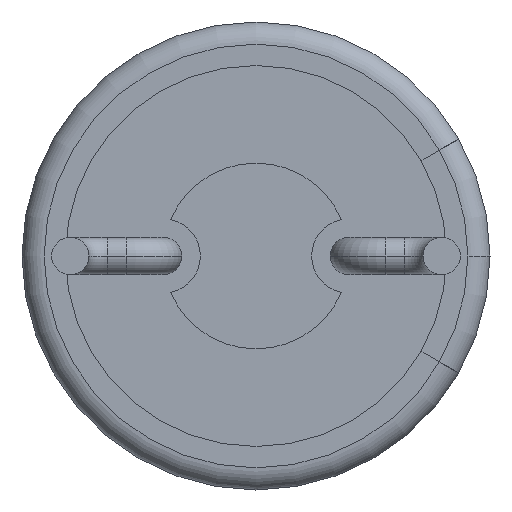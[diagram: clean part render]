
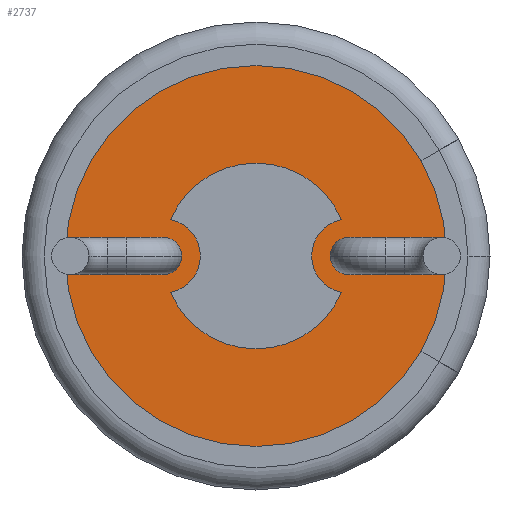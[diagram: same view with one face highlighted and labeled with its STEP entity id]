
A CAD part, front view. The second image highlights one B-rep face of the part: STEP entity #2737.
In plain terms, the highlighted planar face has unit normal (0, -1, 0).
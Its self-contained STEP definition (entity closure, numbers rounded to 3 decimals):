
#44 = CARTESIAN_POINT ( 'NONE',  ( 0., 0.75, 0. ) ) ;
#90 = PLANE ( 'NONE',  #704 ) ;
#219 = CARTESIAN_POINT ( 'NONE',  ( 0., 0.75, 0. ) ) ;
#271 = EDGE_CURVE ( 'NONE', #1565, #2213, #2058, .T. ) ;
#312 = DIRECTION ( 'NONE',  ( -1., 0., 0. ) ) ;
#379 = CARTESIAN_POINT ( 'NONE',  ( -1.25, 0.75, 0. ) ) ;
#392 = ORIENTED_EDGE ( 'NONE', *, *, #271, .F. ) ;
#438 = AXIS2_PLACEMENT_3D ( 'NONE', #711, #696, #1552 ) ;
#458 = DIRECTION ( 'NONE',  ( -1., 0., 0. ) ) ;
#470 = CIRCLE ( 'NONE', #1513, 1.25 ) ;
#493 = DIRECTION ( 'NONE',  ( 0., 1., 0. ) ) ;
#567 = CARTESIAN_POINT ( 'NONE',  ( 0., 0.75, 0. ) ) ;
#610 = EDGE_LOOP ( 'NONE', ( #1731, #1180 ) ) ;
#617 = VERTEX_POINT ( 'NONE', #1991 ) ;
#648 = AXIS2_PLACEMENT_3D ( 'NONE', #2768, #1451, #2748 ) ;
#696 = DIRECTION ( 'NONE',  ( 0., 1., 0. ) ) ;
#704 = AXIS2_PLACEMENT_3D ( 'NONE', #567, #2698, #312 ) ;
#711 = CARTESIAN_POINT ( 'NONE',  ( 1.25, 0.75, 0. ) ) ;
#773 = DIRECTION ( 'NONE',  ( 0., 1., 0. ) ) ;
#860 = EDGE_CURVE ( 'NONE', #2545, #617, #1346, .T. ) ;
#941 = AXIS2_PLACEMENT_3D ( 'NONE', #379, #1436, #2555 ) ;
#979 = FACE_OUTER_BOUND ( 'NONE', #610, .T. ) ;
#1180 = ORIENTED_EDGE ( 'NONE', *, *, #1856, .T. ) ;
#1295 = DIRECTION ( 'NONE',  ( 0., 1., 0. ) ) ;
#1346 = CIRCLE ( 'NONE', #648, 2.564 ) ;
#1409 = EDGE_CURVE ( 'NONE', #1795, #2195, #2297, .T. ) ;
#1430 = DIRECTION ( 'NONE',  ( -1., 0., 0. ) ) ;
#1433 = VERTEX_POINT ( 'NONE', #2363 ) ;
#1436 = DIRECTION ( 'NONE',  ( 0., -1., 0. ) ) ;
#1447 = CARTESIAN_POINT ( 'NONE',  ( -1.15, 0.75, 0.49 ) ) ;
#1451 = DIRECTION ( 'NONE',  ( 0., -1., 0. ) ) ;
#1513 = AXIS2_PLACEMENT_3D ( 'NONE', #219, #1295, #458 ) ;
#1544 = EDGE_CURVE ( 'NONE', #1433, #2213, #1986, .T. ) ;
#1550 = DIRECTION ( 'NONE',  ( 0., -1., 0. ) ) ;
#1551 = DIRECTION ( 'NONE',  ( -1., 0., 0. ) ) ;
#1552 = DIRECTION ( 'NONE',  ( -1., 0., 0. ) ) ;
#1565 = VERTEX_POINT ( 'NONE', #2516 ) ;
#1566 = EDGE_LOOP ( 'NONE', ( #2700, #1818, #1570, #2659, #392 ) ) ;
#1570 = ORIENTED_EDGE ( 'NONE', *, *, #2584, .T. ) ;
#1731 = ORIENTED_EDGE ( 'NONE', *, *, #860, .T. ) ;
#1795 = VERTEX_POINT ( 'NONE', #2654 ) ;
#1818 = ORIENTED_EDGE ( 'NONE', *, *, #1409, .T. ) ;
#1856 = EDGE_CURVE ( 'NONE', #617, #2545, #2745, .T. ) ;
#1876 = CARTESIAN_POINT ( 'NONE',  ( 0., 0.75, 0. ) ) ;
#1877 = FACE_BOUND ( 'NONE', #1566, .T. ) ;
#1945 = CARTESIAN_POINT ( 'NONE',  ( 1.15, 0.75, 0.49 ) ) ;
#1986 = CIRCLE ( 'NONE', #2271, 1.25 ) ;
#1991 = CARTESIAN_POINT ( 'NONE',  ( -2.564, 0.75, 0. ) ) ;
#1996 = AXIS2_PLACEMENT_3D ( 'NONE', #44, #493, #1551 ) ;
#2056 = EDGE_CURVE ( 'NONE', #1565, #1795, #2389, .T. ) ;
#2058 = CIRCLE ( 'NONE', #438, 0.5 ) ;
#2195 = VERTEX_POINT ( 'NONE', #1447 ) ;
#2213 = VERTEX_POINT ( 'NONE', #1945 ) ;
#2242 = DIRECTION ( 'NONE',  ( 1., 0., 0. ) ) ;
#2271 = AXIS2_PLACEMENT_3D ( 'NONE', #1876, #773, #1430 ) ;
#2297 = CIRCLE ( 'NONE', #941, 0.5 ) ;
#2363 = CARTESIAN_POINT ( 'NONE',  ( 0., 0.75, 1.25 ) ) ;
#2389 = CIRCLE ( 'NONE', #1996, 1.25 ) ;
#2483 = AXIS2_PLACEMENT_3D ( 'NONE', #2668, #1550, #2242 ) ;
#2516 = CARTESIAN_POINT ( 'NONE',  ( 1.15, 0.75, -0.49 ) ) ;
#2545 = VERTEX_POINT ( 'NONE', #2569 ) ;
#2555 = DIRECTION ( 'NONE',  ( -1., 0., 0. ) ) ;
#2569 = CARTESIAN_POINT ( 'NONE',  ( 2.564, 0.75, 0. ) ) ;
#2584 = EDGE_CURVE ( 'NONE', #2195, #1433, #470, .T. ) ;
#2654 = CARTESIAN_POINT ( 'NONE',  ( -1.15, 0.75, -0.49 ) ) ;
#2659 = ORIENTED_EDGE ( 'NONE', *, *, #1544, .T. ) ;
#2668 = CARTESIAN_POINT ( 'NONE',  ( 0., 0.75, 0. ) ) ;
#2698 = DIRECTION ( 'NONE',  ( 0., 1., 0. ) ) ;
#2700 = ORIENTED_EDGE ( 'NONE', *, *, #2056, .T. ) ;
#2737 = ADVANCED_FACE ( 'NONE', ( #1877, #979 ), #90, .F. ) ;
#2745 = CIRCLE ( 'NONE', #2483, 2.564 ) ;
#2748 = DIRECTION ( 'NONE',  ( 1., 0., 0. ) ) ;
#2768 = CARTESIAN_POINT ( 'NONE',  ( 0., 0.75, 0. ) ) ;
